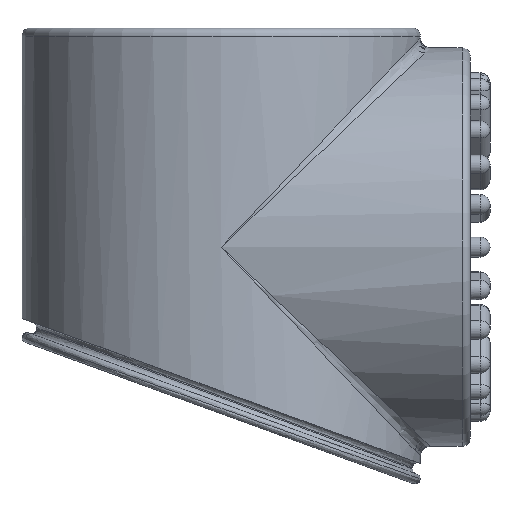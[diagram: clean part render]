
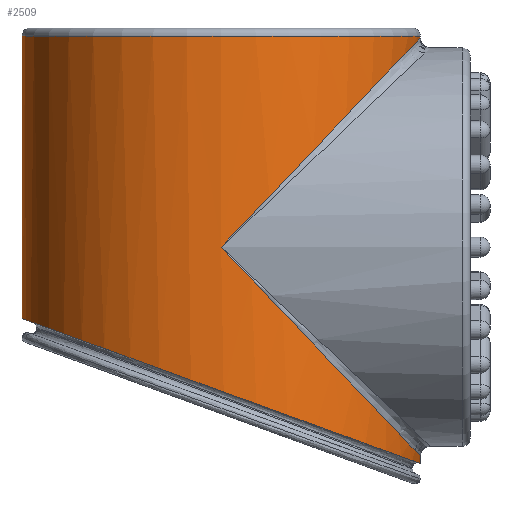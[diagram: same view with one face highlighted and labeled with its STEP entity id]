
A CAD part, front view. The second image highlights one B-rep face of the part: STEP entity #2509.
In plain terms, the highlighted cylindrical face has radius 10 mm (diameter 20 mm), a partial arc.
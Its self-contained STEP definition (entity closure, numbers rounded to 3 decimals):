
#786 = CARTESIAN_POINT ( 'NONE',  ( 10., 0., -10. ) ) ;
#1001 = VECTOR ( 'NONE', #3342, 1000. ) ;
#1078 = CARTESIAN_POINT ( 'NONE',  ( -10., 0., 11.1 ) ) ;
#1278 = DIRECTION ( 'NONE',  ( 0., 0., -1. ) ) ;
#1561 = VECTOR ( 'NONE', #4420, 1000. ) ;
#1584 = DIRECTION ( 'NONE',  ( -1., 0., 0. ) ) ;
#1688 = ORIENTED_EDGE ( 'NONE', *, *, #12374, .T. ) ;
#2048 = EDGE_CURVE ( 'NONE', #7199, #15781, #12761, .T. ) ;
#2102 =( BOUNDED_CURVE ( )  B_SPLINE_CURVE ( 3, ( #11317, #8718, #9817, #16190 ),
 .UNSPECIFIED., .F., .F. ) 
 B_SPLINE_CURVE_WITH_KNOTS ( ( 4, 4 ),
 ( 3.142, 4.712 ),
 .UNSPECIFIED. ) 
 CURVE ( )  GEOMETRIC_REPRESENTATION_ITEM ( )  RATIONAL_B_SPLINE_CURVE ( ( 1., 0.805, 0.805, 1. ) ) 
 REPRESENTATION_ITEM ( '' )  );
#2509 = ADVANCED_FACE ( 'NONE', ( #15417 ), #16599, .T. ) ;
#2572 = EDGE_LOOP ( 'NONE', ( #3991, #7213, #1688, #7684, #14838, #5819, #10852 ) ) ;
#2848 = CARTESIAN_POINT ( 'NONE',  ( 0., 0., 11.5 ) ) ;
#2878 = VERTEX_POINT ( 'NONE', #9496 ) ;
#3342 = DIRECTION ( 'NONE',  ( 0., 0., -1. ) ) ;
#3726 = CARTESIAN_POINT ( 'NONE',  ( -10., 0., -3.089 ) ) ;
#3871 = CARTESIAN_POINT ( 'NONE',  ( 10., 0., 11.5 ) ) ;
#3991 = ORIENTED_EDGE ( 'NONE', *, *, #2048, .F. ) ;
#4191 = CARTESIAN_POINT ( 'NONE',  ( 0., -10., 0.5 ) ) ;
#4420 = DIRECTION ( 'NONE',  ( 0., 0., -1. ) ) ;
#4731 = CARTESIAN_POINT ( 'NONE',  ( 10., 0., 11.1 ) ) ;
#4761 = EDGE_CURVE ( 'NONE', #7199, #15969, #9501, .T. ) ;
#4945 = VERTEX_POINT ( 'NONE', #12409 ) ;
#5819 = ORIENTED_EDGE ( 'NONE', *, *, #9357, .T. ) ;
#6098 = EDGE_CURVE ( 'NONE', #6604, #15781, #15271, .T. ) ;
#6150 = DIRECTION ( 'NONE',  ( 0., 0., -1. ) ) ;
#6604 = VERTEX_POINT ( 'NONE', #4191 ) ;
#7199 = VERTEX_POINT ( 'NONE', #4731 ) ;
#7213 = ORIENTED_EDGE ( 'NONE', *, *, #4761, .T. ) ;
#7684 = ORIENTED_EDGE ( 'NONE', *, *, #14444, .F. ) ;
#8395 = AXIS2_PLACEMENT_3D ( 'NONE', #2848, #11559, #1584 ) ;
#8718 = CARTESIAN_POINT ( 'NONE',  ( 10., -5.858, -10. ) ) ;
#8739 = DIRECTION ( 'NONE',  ( 1., 0., 0. ) ) ;
#9080 = CARTESIAN_POINT ( 'NONE',  ( 10., -20., -10.368 ) ) ;
#9150 = CARTESIAN_POINT ( 'NONE',  ( 10., 0., -10.368 ) ) ;
#9357 = EDGE_CURVE ( 'NONE', #14237, #6604, #2102, .T. ) ;
#9496 = CARTESIAN_POINT ( 'NONE',  ( -10., 0., -3.089 ) ) ;
#9501 = CIRCLE ( 'NONE', #15135, 10. ) ;
#9644 = CARTESIAN_POINT ( 'NONE',  ( 5.858, -10., 6.651 ) ) ;
#9747 = CARTESIAN_POINT ( 'NONE',  ( 0., 0., 11.1 ) ) ;
#9817 = CARTESIAN_POINT ( 'NONE',  ( 5.858, -10., -5.651 ) ) ;
#10669 = CARTESIAN_POINT ( 'NONE',  ( 0., -10., 0.5 ) ) ;
#10791 = LINE ( 'NONE', #15908, #1561 ) ;
#10852 = ORIENTED_EDGE ( 'NONE', *, *, #6098, .T. ) ;
#10994 = CARTESIAN_POINT ( 'NONE',  ( 10., -5.858, 11. ) ) ;
#11153 = EDGE_CURVE ( 'NONE', #14237, #4945, #12390, .T. ) ;
#11317 = CARTESIAN_POINT ( 'NONE',  ( 10., 0., -10. ) ) ;
#11559 = DIRECTION ( 'NONE',  ( 0., 0., -1. ) ) ;
#12007 = CARTESIAN_POINT ( 'NONE',  ( 10., 0., 11. ) ) ;
#12374 = EDGE_CURVE ( 'NONE', #15969, #2878, #10791, .T. ) ;
#12380 =( BOUNDED_CURVE ( )  B_SPLINE_CURVE ( 3, ( #9150, #9080, #16474, #3726 ),
 .UNSPECIFIED., .F., .F. ) 
 B_SPLINE_CURVE_WITH_KNOTS ( ( 4, 4 ),
 ( 0., 3.142 ),
 .UNSPECIFIED. ) 
 CURVE ( )  GEOMETRIC_REPRESENTATION_ITEM ( )  RATIONAL_B_SPLINE_CURVE ( ( 1., 0.333, 0.333, 1. ) ) 
 REPRESENTATION_ITEM ( '' )  );
#12390 = LINE ( 'NONE', #13728, #1001 ) ;
#12409 = CARTESIAN_POINT ( 'NONE',  ( 10., 0., -10.368 ) ) ;
#12761 = LINE ( 'NONE', #3871, #16444 ) ;
#13728 = CARTESIAN_POINT ( 'NONE',  ( 10., 0., 11.5 ) ) ;
#14237 = VERTEX_POINT ( 'NONE', #786 ) ;
#14426 = CARTESIAN_POINT ( 'NONE',  ( 10., 0., 11. ) ) ;
#14444 = EDGE_CURVE ( 'NONE', #4945, #2878, #12380, .T. ) ;
#14838 = ORIENTED_EDGE ( 'NONE', *, *, #11153, .F. ) ;
#15135 = AXIS2_PLACEMENT_3D ( 'NONE', #9747, #6150, #8739 ) ;
#15271 =( BOUNDED_CURVE ( )  B_SPLINE_CURVE ( 3, ( #10669, #9644, #10994, #12007 ),
 .UNSPECIFIED., .F., .F. ) 
 B_SPLINE_CURVE_WITH_KNOTS ( ( 4, 4 ),
 ( 1.571, 3.142 ),
 .UNSPECIFIED. ) 
 CURVE ( )  GEOMETRIC_REPRESENTATION_ITEM ( )  RATIONAL_B_SPLINE_CURVE ( ( 1., 0.805, 0.805, 1. ) ) 
 REPRESENTATION_ITEM ( '' )  );
#15417 = FACE_OUTER_BOUND ( 'NONE', #2572, .T. ) ;
#15781 = VERTEX_POINT ( 'NONE', #14426 ) ;
#15908 = CARTESIAN_POINT ( 'NONE',  ( -10., 0., 11.5 ) ) ;
#15969 = VERTEX_POINT ( 'NONE', #1078 ) ;
#16190 = CARTESIAN_POINT ( 'NONE',  ( 0., -10., 0.5 ) ) ;
#16444 = VECTOR ( 'NONE', #1278, 1000. ) ;
#16474 = CARTESIAN_POINT ( 'NONE',  ( -10., -20., -3.089 ) ) ;
#16599 = CYLINDRICAL_SURFACE ( 'NONE', #8395, 10. ) ;
